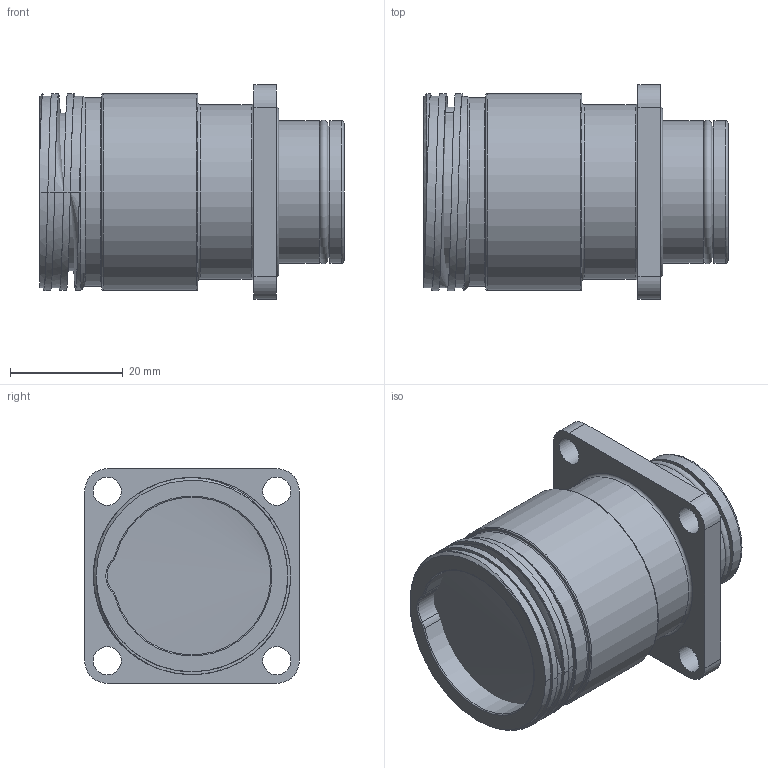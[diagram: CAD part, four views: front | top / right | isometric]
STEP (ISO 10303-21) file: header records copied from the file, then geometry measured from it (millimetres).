
FILE_DESCRIPTION(/* description */ (''),/* implementation_level */ '2;1');
FILE_NAME(/* name */ 'TrustLink MS FCR C 26 F.stp',/* time_stamp */ '2021-03-10T10:31:04+01:00',/* author */ ('sh'),/* organization */ (''),/* preprocessor_version */ 'ST-DEVELOPER v17.2',/* originating_system */ 'Autodesk Inventor 2019',/* authorisation */ '');
FILE_SCHEMA (('AUTOMOTIVE_DESIGN { 1 0 10303 214 3 1 1 }'));
Length unit declared in the file: millimetre
Products named in the file (1): TrustLink MS FCR C 26 F
Bounding box: 54 x 38.1 x 38.1 mm (x, y, z)
Volume: 28929.8 mm3; surface area: 19192.4 mm2
Topology: 2 solids, 2 shells, 1754 faces, 4760 edges, 3047 vertices
Faces by surface type: plane 658, cylinder 590, cone 238, bspline 170, torus 98
Full cylindrical faces by diameter (mm): 0.5 x26, 1.05 x26, 1.1 x26, 1.12 x26, 1.32 x26, 1.6 x26, 1.75 x26, 1.78 x26, 1.8 x52, 1.98 x26, 2.4 x26, 5 x4, 20 x1, 23 x1, 23.4 x2, 24 x1, 24.5 x1, 25.35 x2, 27 x1, 28 x2, 30.2 x4, 30.8 x1, 31 x1, 33.5 x1, 34 x3, 35 x3
Entity records: 62536 total; most frequent: CARTESIAN_POINT 16679, ORIENTED_EDGE 9416, DIRECTION 9107, EDGE_CURVE 4708, AXIS2_PLACEMENT_3D 3535, VERTEX_POINT 3047, LINE 2037, VECTOR 2037
